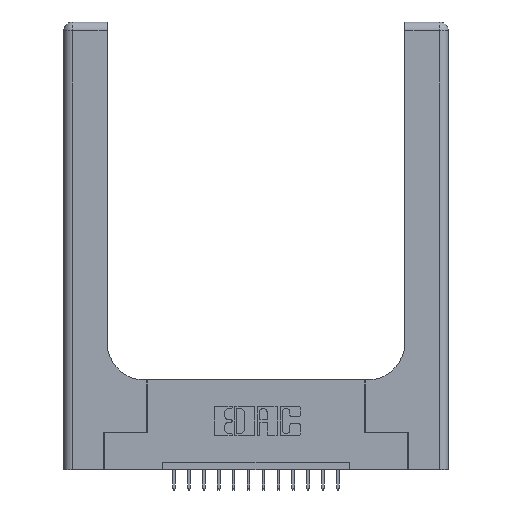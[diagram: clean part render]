
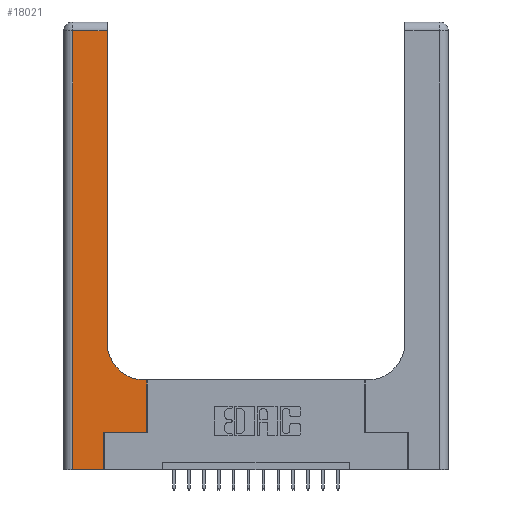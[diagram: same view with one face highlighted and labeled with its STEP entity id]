
A CAD part, top view. The second image highlights one B-rep face of the part: STEP entity #18021.
In plain terms, the highlighted planar face has unit normal (0, 0, 1).
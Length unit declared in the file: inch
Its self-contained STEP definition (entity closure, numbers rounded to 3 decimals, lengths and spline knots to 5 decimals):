
#28 = VECTOR ( 'NONE', #6520, 39.37008 ) ;
#420 = DIRECTION ( 'NONE',  ( 1., 0., 0. ) ) ;
#739 = ORIENTED_EDGE ( 'NONE', *, *, #13240, .T. ) ;
#864 = CARTESIAN_POINT ( 'NONE',  ( 0.5585, 0.25, 0.37 ) ) ;
#955 = CARTESIAN_POINT ( 'NONE',  ( 0.269, 0.25, 0.37 ) ) ;
#1590 = VECTOR ( 'NONE', #420, 39.37008 ) ;
#1910 = CARTESIAN_POINT ( 'NONE',  ( 0.2915, 0.6, 0.37 ) ) ;
#2226 = EDGE_CURVE ( 'NONE', #9829, #7814, #9118, .T. ) ;
#2398 = VERTEX_POINT ( 'NONE', #14748 ) ;
#2440 = ORIENTED_EDGE ( 'NONE', *, *, #15399, .T. ) ;
#2564 = PLANE ( 'NONE',  #6127 ) ;
#2615 = VERTEX_POINT ( 'NONE', #7309 ) ;
#3203 = CARTESIAN_POINT ( 'NONE',  ( 0.5585, 0.6, 0.37 ) ) ;
#3380 = LINE ( 'NONE', #16185, #1590 ) ;
#3442 = VERTEX_POINT ( 'NONE', #16802 ) ;
#3586 = LINE ( 'NONE', #5165, #5894 ) ;
#3602 = VERTEX_POINT ( 'NONE', #13630 ) ;
#4570 = VECTOR ( 'NONE', #5790, 39.37008 ) ;
#4635 = CIRCLE ( 'NONE', #11148, 0.25 ) ;
#5017 = LINE ( 'NONE', #955, #5152 ) ;
#5092 = ORIENTED_EDGE ( 'NONE', *, *, #2226, .T. ) ;
#5152 = VECTOR ( 'NONE', #5294, 39.37008 ) ;
#5165 = CARTESIAN_POINT ( 'NONE',  ( 0., 2.94, 0.37 ) ) ;
#5294 = DIRECTION ( 'NONE',  ( 1., 0., 0. ) ) ;
#5578 = VERTEX_POINT ( 'NONE', #16968 ) ;
#5790 = DIRECTION ( 'NONE',  ( 0., 1., 0. ) ) ;
#5894 = VECTOR ( 'NONE', #10828, 39.37008 ) ;
#6127 = AXIS2_PLACEMENT_3D ( 'NONE', #9722, #12083, #6415 ) ;
#6415 = DIRECTION ( 'NONE',  ( -1., 0., 0. ) ) ;
#6520 = DIRECTION ( 'NONE',  ( 0., 1., 0. ) ) ;
#6721 = LINE ( 'NONE', #7927, #11441 ) ;
#6961 = ORIENTED_EDGE ( 'NONE', *, *, #15843, .T. ) ;
#7309 = CARTESIAN_POINT ( 'NONE',  ( 0.06, 0., 0.37 ) ) ;
#7584 = LINE ( 'NONE', #1910, #11552 ) ;
#7624 = CARTESIAN_POINT ( 'NONE',  ( 0.5415, 0.85, 0.37 ) ) ;
#7712 = CARTESIAN_POINT ( 'NONE',  ( 0.2915, 3., 0.37 ) ) ;
#7814 = VERTEX_POINT ( 'NONE', #3203 ) ;
#7927 = CARTESIAN_POINT ( 'NONE',  ( 0.06, 3., 0.37 ) ) ;
#8312 = ORIENTED_EDGE ( 'NONE', *, *, #17714, .T. ) ;
#8445 = EDGE_CURVE ( 'NONE', #2398, #10511, #14604, .T. ) ;
#9118 = LINE ( 'NONE', #864, #28 ) ;
#9722 = CARTESIAN_POINT ( 'NONE',  ( 0., 3., 0.37 ) ) ;
#9742 = ORIENTED_EDGE ( 'NONE', *, *, #17942, .T. ) ;
#9829 = VERTEX_POINT ( 'NONE', #12188 ) ;
#10380 = EDGE_LOOP ( 'NONE', ( #6961, #12140, #8312, #739, #17833, #2440, #5092, #14941, #9742 ) ) ;
#10511 = VERTEX_POINT ( 'NONE', #13687 ) ;
#10828 = DIRECTION ( 'NONE',  ( -1., 0., 0. ) ) ;
#11148 = AXIS2_PLACEMENT_3D ( 'NONE', #7624, #13301, #15783 ) ;
#11318 = EDGE_CURVE ( 'NONE', #3602, #14228, #3586, .T. ) ;
#11439 = CARTESIAN_POINT ( 'NONE',  ( 0.06, 2.94, 0.37 ) ) ;
#11441 = VECTOR ( 'NONE', #16262, 39.37008 ) ;
#11552 = VECTOR ( 'NONE', #13077, 39.37008 ) ;
#11895 = LINE ( 'NONE', #7712, #12603 ) ;
#12083 = DIRECTION ( 'NONE',  ( 0., 0., -1. ) ) ;
#12085 = EDGE_CURVE ( 'NONE', #7814, #5578, #7584, .T. ) ;
#12140 = ORIENTED_EDGE ( 'NONE', *, *, #11318, .T. ) ;
#12188 = CARTESIAN_POINT ( 'NONE',  ( 0.5585, 0.25, 0.37 ) ) ;
#12603 = VECTOR ( 'NONE', #13390, 39.37008 ) ;
#13077 = DIRECTION ( 'NONE',  ( -1., 0., 0. ) ) ;
#13240 = EDGE_CURVE ( 'NONE', #2615, #2398, #3380, .T. ) ;
#13301 = DIRECTION ( 'NONE',  ( 0., 0., -1. ) ) ;
#13390 = DIRECTION ( 'NONE',  ( 0., 1., 0. ) ) ;
#13630 = CARTESIAN_POINT ( 'NONE',  ( 0.2915, 2.94, 0.37 ) ) ;
#13687 = CARTESIAN_POINT ( 'NONE',  ( 0.269, 0.25, 0.37 ) ) ;
#14228 = VERTEX_POINT ( 'NONE', #11439 ) ;
#14604 = LINE ( 'NONE', #17380, #4570 ) ;
#14748 = CARTESIAN_POINT ( 'NONE',  ( 0.269, 0., 0.37 ) ) ;
#14941 = ORIENTED_EDGE ( 'NONE', *, *, #12085, .T. ) ;
#15399 = EDGE_CURVE ( 'NONE', #10511, #9829, #5017, .T. ) ;
#15783 = DIRECTION ( 'NONE',  ( 1., 0., 0. ) ) ;
#15843 = EDGE_CURVE ( 'NONE', #3442, #3602, #11895, .T. ) ;
#16185 = CARTESIAN_POINT ( 'NONE',  ( 0., 0., 0.37 ) ) ;
#16262 = DIRECTION ( 'NONE',  ( 0., -1., 0. ) ) ;
#16338 = FACE_OUTER_BOUND ( 'NONE', #10380, .T. ) ;
#16802 = CARTESIAN_POINT ( 'NONE',  ( 0.2915, 0.85, 0.37 ) ) ;
#16968 = CARTESIAN_POINT ( 'NONE',  ( 0.5415, 0.6, 0.37 ) ) ;
#17380 = CARTESIAN_POINT ( 'NONE',  ( 0.269, 0., 0.37 ) ) ;
#17714 = EDGE_CURVE ( 'NONE', #14228, #2615, #6721, .T. ) ;
#17833 = ORIENTED_EDGE ( 'NONE', *, *, #8445, .T. ) ;
#17942 = EDGE_CURVE ( 'NONE', #5578, #3442, #4635, .T. ) ;
#18021 = ADVANCED_FACE ( 'NONE', ( #16338 ), #2564, .F. ) ;
